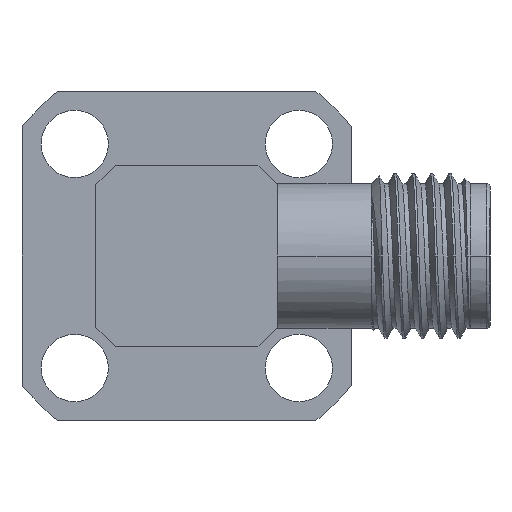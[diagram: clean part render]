
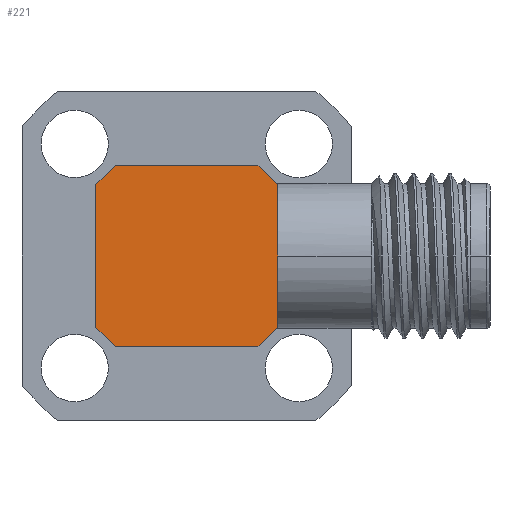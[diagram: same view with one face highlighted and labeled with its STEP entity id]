
A CAD part, left-side view. The second image highlights one B-rep face of the part: STEP entity #221.
In plain terms, the highlighted planar face has unit normal (-1, 0, 0).
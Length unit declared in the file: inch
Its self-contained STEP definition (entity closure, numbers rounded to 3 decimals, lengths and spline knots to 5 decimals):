
#16 = CARTESIAN_POINT ( 'NONE',  ( -0.125, -0.138, -0.138 ) ) ;
#221 = ADVANCED_FACE ( 'NONE', ( #3697 ), #1482, .T. ) ;
#288 = VECTOR ( 'NONE', #3918, 39.37008 ) ;
#299 = EDGE_CURVE ( 'NONE', #1063, #3787, #2769, .T. ) ;
#325 = VECTOR ( 'NONE', #3028, 39.37008 ) ;
#343 = CARTESIAN_POINT ( 'NONE',  ( -0.125, -0.108, 0.138 ) ) ;
#468 = ORIENTED_EDGE ( 'NONE', *, *, #1416, .T. ) ;
#579 = CARTESIAN_POINT ( 'NONE',  ( -0.125, -0.138, -0.138 ) ) ;
#612 = CARTESIAN_POINT ( 'NONE',  ( -0.125, -0.138, 0.138 ) ) ;
#653 = LINE ( 'NONE', #2103, #325 ) ;
#660 = LINE ( 'NONE', #2577, #288 ) ;
#666 = LINE ( 'NONE', #1943, #2041 ) ;
#701 = EDGE_CURVE ( 'NONE', #1730, #948, #1531, .T. ) ;
#725 = VECTOR ( 'NONE', #2107, 39.37008 ) ;
#866 = CARTESIAN_POINT ( 'NONE',  ( -0.125, 0.123, -0.123 ) ) ;
#882 = VERTEX_POINT ( 'NONE', #2849 ) ;
#948 = VERTEX_POINT ( 'NONE', #2703 ) ;
#949 = VERTEX_POINT ( 'NONE', #343 ) ;
#985 = ORIENTED_EDGE ( 'NONE', *, *, #2067, .T. ) ;
#1063 = VERTEX_POINT ( 'NONE', #2608 ) ;
#1142 = DIRECTION ( 'NONE',  ( 0., -1., 0. ) ) ;
#1158 = CARTESIAN_POINT ( 'NONE',  ( -0.125, -0.108, -0.138 ) ) ;
#1170 = VERTEX_POINT ( 'NONE', #2120 ) ;
#1201 = ORIENTED_EDGE ( 'NONE', *, *, #1988, .F. ) ;
#1228 = DIRECTION ( 'NONE',  ( 0., 1., 0. ) ) ;
#1239 = EDGE_LOOP ( 'NONE', ( #3711, #2009, #1201, #985, #2824, #468, #2748, #1820 ) ) ;
#1289 = VECTOR ( 'NONE', #1505, 39.37008 ) ;
#1298 = CARTESIAN_POINT ( 'NONE',  ( -0.125, 0.138, -0.138 ) ) ;
#1376 = DIRECTION ( 'NONE',  ( 0., 0.707, 0.707 ) ) ;
#1416 = EDGE_CURVE ( 'NONE', #948, #949, #666, .T. ) ;
#1482 = PLANE ( 'NONE',  #3383 ) ;
#1495 = VECTOR ( 'NONE', #1516, 39.37008 ) ;
#1505 = DIRECTION ( 'NONE',  ( 0., 1., 0. ) ) ;
#1516 = DIRECTION ( 'NONE',  ( 0., -0.707, -0.707 ) ) ;
#1531 = LINE ( 'NONE', #579, #725 ) ;
#1618 = DIRECTION ( 'NONE',  ( 0., 0., 1. ) ) ;
#1730 = VERTEX_POINT ( 'NONE', #1815 ) ;
#1752 = VECTOR ( 'NONE', #1618, 39.37008 ) ;
#1815 = CARTESIAN_POINT ( 'NONE',  ( -0.125, -0.138, -0.108 ) ) ;
#1820 = ORIENTED_EDGE ( 'NONE', *, *, #3558, .T. ) ;
#1943 = CARTESIAN_POINT ( 'NONE',  ( -0.125, -0.123, 0.123 ) ) ;
#1988 = EDGE_CURVE ( 'NONE', #2671, #3787, #3838, .T. ) ;
#2009 = ORIENTED_EDGE ( 'NONE', *, *, #299, .T. ) ;
#2022 = EDGE_CURVE ( 'NONE', #949, #1170, #3356, .T. ) ;
#2041 = VECTOR ( 'NONE', #1376, 39.37008 ) ;
#2067 = EDGE_CURVE ( 'NONE', #2671, #1730, #660, .T. ) ;
#2103 = CARTESIAN_POINT ( 'NONE',  ( -0.125, 0.123, 0.123 ) ) ;
#2107 = DIRECTION ( 'NONE',  ( 0., 0., 1. ) ) ;
#2120 = CARTESIAN_POINT ( 'NONE',  ( -0.125, 0.108, 0.138 ) ) ;
#2577 = CARTESIAN_POINT ( 'NONE',  ( -0.125, -0.123, -0.123 ) ) ;
#2608 = CARTESIAN_POINT ( 'NONE',  ( -0.125, 0.138, -0.108 ) ) ;
#2640 = DIRECTION ( 'NONE',  ( -1., 0., 0. ) ) ;
#2655 = CARTESIAN_POINT ( 'NONE',  ( -0.125, 0., 0. ) ) ;
#2671 = VERTEX_POINT ( 'NONE', #1158 ) ;
#2703 = CARTESIAN_POINT ( 'NONE',  ( -0.125, -0.138, 0.108 ) ) ;
#2748 = ORIENTED_EDGE ( 'NONE', *, *, #2022, .T. ) ;
#2769 = LINE ( 'NONE', #866, #1495 ) ;
#2824 = ORIENTED_EDGE ( 'NONE', *, *, #701, .T. ) ;
#2849 = CARTESIAN_POINT ( 'NONE',  ( -0.125, 0.138, 0.108 ) ) ;
#2947 = VECTOR ( 'NONE', #1228, 39.37008 ) ;
#3028 = DIRECTION ( 'NONE',  ( 0., 0.707, -0.707 ) ) ;
#3306 = CARTESIAN_POINT ( 'NONE',  ( -0.125, 0.108, -0.138 ) ) ;
#3356 = LINE ( 'NONE', #612, #1289 ) ;
#3383 = AXIS2_PLACEMENT_3D ( 'NONE', #2655, #2640, #1142 ) ;
#3558 = EDGE_CURVE ( 'NONE', #1170, #882, #653, .T. ) ;
#3676 = LINE ( 'NONE', #1298, #1752 ) ;
#3697 = FACE_OUTER_BOUND ( 'NONE', #1239, .T. ) ;
#3711 = ORIENTED_EDGE ( 'NONE', *, *, #3823, .F. ) ;
#3787 = VERTEX_POINT ( 'NONE', #3306 ) ;
#3823 = EDGE_CURVE ( 'NONE', #1063, #882, #3676, .T. ) ;
#3838 = LINE ( 'NONE', #16, #2947 ) ;
#3918 = DIRECTION ( 'NONE',  ( 0., -0.707, 0.707 ) ) ;
